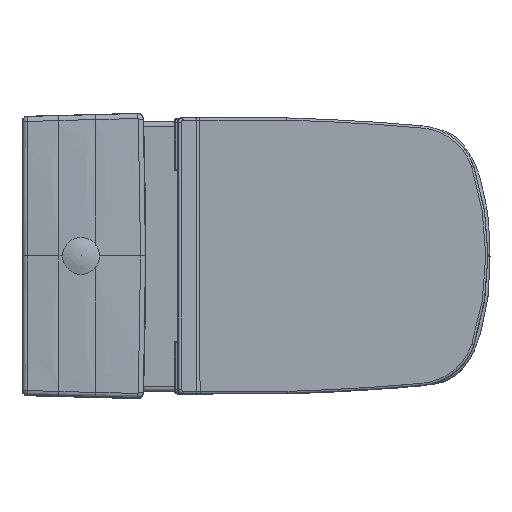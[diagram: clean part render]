
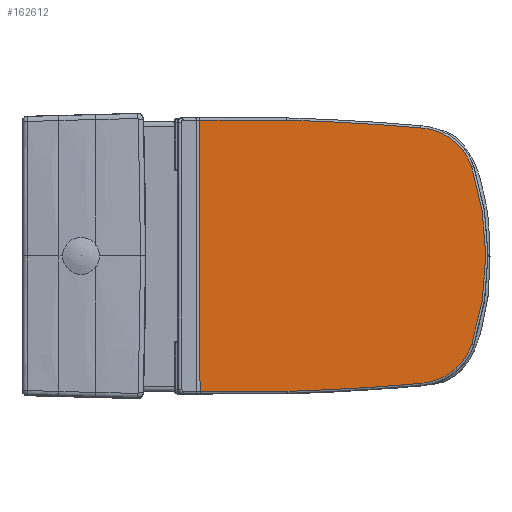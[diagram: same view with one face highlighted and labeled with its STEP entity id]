
A CAD part, top view. The second image highlights one B-rep face of the part: STEP entity #162612.
In plain terms, the highlighted face is planar.
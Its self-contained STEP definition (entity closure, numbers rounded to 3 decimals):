
#161934=CARTESIAN_POINT('',(-231.257,-5.689,66.744));
#161935=VERTEX_POINT('',#161934);
#161949=CARTESIAN_POINT('',(-162.092,-5.689,13.684));
#161950=VERTEX_POINT('',#161949);
#161951=CARTESIAN_POINT('',(-157.407,-5.689,91.401));
#161952=DIRECTION('',(0.,-1.,0.));
#161953=DIRECTION('',(-0.609,0.,-0.793));
#161954=AXIS2_PLACEMENT_3D('',#161951,#161952,#161953);
#161955=CIRCLE('',#161954,77.858);
#161956=EDGE_CURVE('',#161935,#161950,#161955,.T.);
#161984=CARTESIAN_POINT('',(19.436,-5.689,3.));
#161985=VERTEX_POINT('',#161984);
#161986=CARTESIAN_POINT('',(113.595,-5.689,3150.249));
#161987=DIRECTION('',(0.,-1.,0.));
#161988=DIRECTION('',(-0.059,0.,-0.998));
#161989=AXIS2_PLACEMENT_3D('',#161986,#161987,#161988);
#161990=CIRCLE('',#161989,3148.657);
#161991=EDGE_CURVE('',#161950,#161985,#161990,.T.);
#162018=CARTESIAN_POINT('',(137.418,-5.689,371.0));
#162019=VERTEX_POINT('',#162018);
#162027=CARTESIAN_POINT('',(19.435,-5.689,371.));
#162028=VERTEX_POINT('',#162027);
#162029=CARTESIAN_POINT('',(137.418,-5.689,371.0));
#162030=DIRECTION('',(-1.0,0.0,0.0));
#162031=VECTOR('',#162030,117.983);
#162032=LINE('',#162029,#162031);
#162033=EDGE_CURVE('',#162019,#162028,#162032,.T.);
#162408=CARTESIAN_POINT('',(137.418,-5.689,3.));
#162409=VERTEX_POINT('',#162408);
#162434=CARTESIAN_POINT('',(19.436,-5.689,3.));
#162435=DIRECTION('',(1.0,0.0,0.0));
#162436=VECTOR('',#162435,117.982);
#162437=LINE('',#162434,#162436);
#162438=EDGE_CURVE('',#161985,#162409,#162437,.T.);
#162461=CARTESIAN_POINT('',(-162.092,-5.689,360.316));
#162462=VERTEX_POINT('',#162461);
#162463=CARTESIAN_POINT('',(113.595,-5.689,-2776.249));
#162464=DIRECTION('',(0.,-1.,0.));
#162465=DIRECTION('',(-0.059,0.,0.998));
#162466=AXIS2_PLACEMENT_3D('',#162463,#162464,#162465);
#162467=CIRCLE('',#162466,3148.657);
#162468=EDGE_CURVE('',#162028,#162462,#162467,.T.);
#162493=CARTESIAN_POINT('',(-231.257,-5.689,307.256));
#162494=VERTEX_POINT('',#162493);
#162495=CARTESIAN_POINT('',(-157.407,-5.689,282.599));
#162496=DIRECTION('',(0.,-1.,0.));
#162497=DIRECTION('',(-0.609,0.,0.793));
#162498=AXIS2_PLACEMENT_3D('',#162495,#162496,#162497);
#162499=CIRCLE('',#162498,77.858);
#162500=EDGE_CURVE('',#162462,#162494,#162499,.T.);
#162544=CARTESIAN_POINT('',(138.161,-5.689,187.));
#162545=DIRECTION('',(0.0,-1.0,0.0));
#162546=DIRECTION('',(-1.0,0.0,0.0));
#162547=AXIS2_PLACEMENT_3D('',#162544,#162545,#162546);
#162548=CIRCLE('',#162547,388.498);
#162549=EDGE_CURVE('',#162494,#161935,#162548,.T.);
#162592=CARTESIAN_POINT('',(-254.405,-5.689,0.0));
#162593=DIRECTION('',(0.0,1.0,0.0));
#162594=DIRECTION('',(0.0,0.0,1.0));
#162595=AXIS2_PLACEMENT_3D('',#162592,#162593,#162594);
#162596=PLANE('',#162595);
#162597=ORIENTED_EDGE('',*,*,#162438,.F.);
#162598=ORIENTED_EDGE('',*,*,#161991,.F.);
#162599=ORIENTED_EDGE('',*,*,#161956,.F.);
#162600=ORIENTED_EDGE('',*,*,#162549,.F.);
#162601=ORIENTED_EDGE('',*,*,#162500,.F.);
#162602=ORIENTED_EDGE('',*,*,#162468,.F.);
#162603=ORIENTED_EDGE('',*,*,#162033,.F.);
#162604=CARTESIAN_POINT('',(137.418,-5.689,3.));
#162605=DIRECTION('',(0.0,0.0,1.0));
#162606=VECTOR('',#162605,368.0);
#162607=LINE('',#162604,#162606);
#162608=EDGE_CURVE('',#162409,#162019,#162607,.T.);
#162609=ORIENTED_EDGE('',*,*,#162608,.F.);
#162610=EDGE_LOOP('',(#162597,#162598,#162599,#162600,#162601,#162602,#162603,#162609));
#162611=FACE_OUTER_BOUND('',#162610,.T.);
#162612=ADVANCED_FACE('',(#162611),#162596,.T.);
